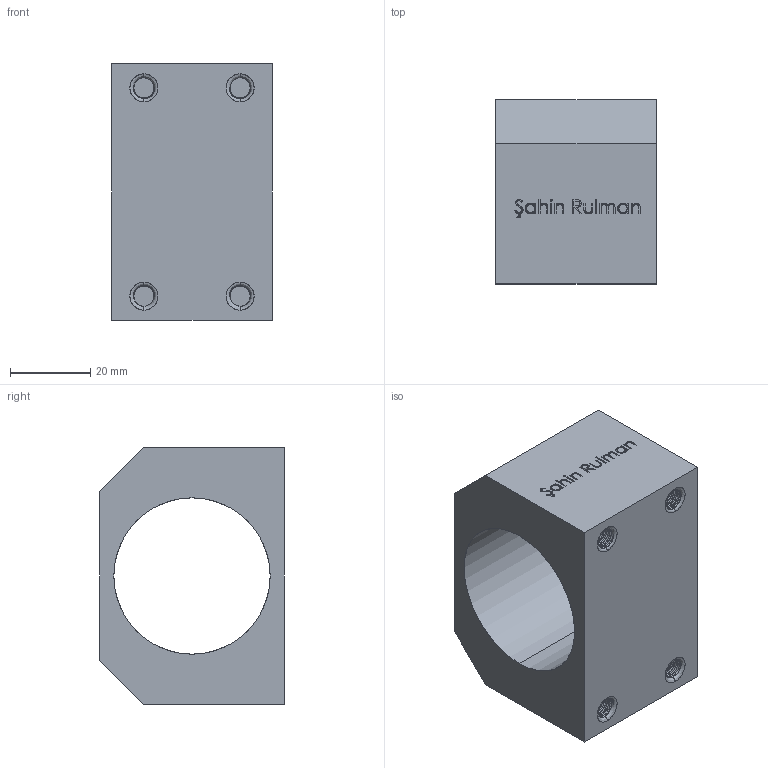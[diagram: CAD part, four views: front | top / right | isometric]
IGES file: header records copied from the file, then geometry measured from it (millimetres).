
Start section: SolidWorks IGES file using analytic representation for surfaces
Global section: file name: SSG 2020.IGS; native system: SolidWorks 2011; preprocessor: SolidWorks 2011; author: Mheart; date: 120310.151344; units: millimetre
Bounding box: 40 x 46 x 64 mm (x, y, z)
Surface area: 19651.7 mm2 (no closed solid volume)
Topology: 0 solids, 0 shells, 681 faces, 12026 edges, 12026 vertices
Faces by surface type: revolution 346, bspline 335
